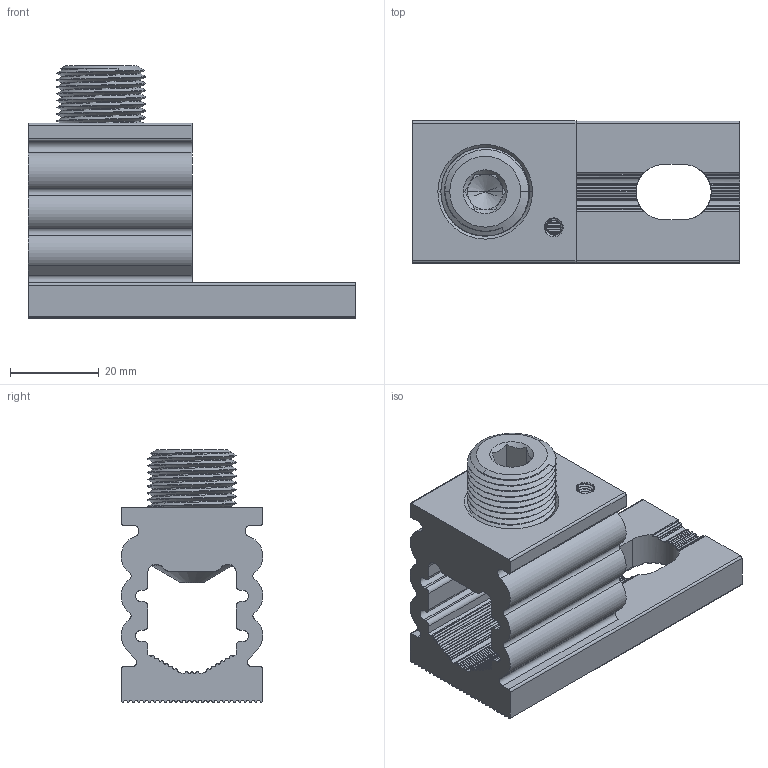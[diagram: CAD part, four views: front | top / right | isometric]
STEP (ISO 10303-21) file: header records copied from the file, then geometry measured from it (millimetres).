
FILE_DESCRIPTION(('Creo Elements/Direct Modeling STEP Export'),'2;1');
FILE_NAME('VC02-0007.stp','2019-06-26T13:39:36',(''),(''),'Creo Elements/Direct Modeling STEP processor for AP214 (Solid Model)','Creo Elements/Direct Modeling 20.1A 29-Sep-2018 (C) Parametric Technology GmbH','');
FILE_SCHEMA(('AUTOMOTIVE_DESIGN { 1 0 10303 214 1 1 1 1 }'));
Length unit declared in the file: millimetre
Products named in the file (2): VC02-0007
Assembly tree (1 placements, depth 2):
  VC02-0007
    VC02-0007
Bounding box: 74 x 32 x 57 mm (x, y, z)
Surface area: 19159.8 mm2 (no closed solid volume)
Topology: 0 solids, 2 shells, 441 faces, 1408 edges, 965 vertices
Faces by surface type: cylinder 228, plane 171, bspline 29, cone 13
Entity records: 24901 total; most frequent: CARTESIAN_POINT 13343, ORIENTED_EDGE 2819, DIRECTION 2023, EDGE_CURVE 1406, VERTEX_POINT 965, AXIS2_PLACEMENT_3D 709, VECTOR 605, LINE 605
